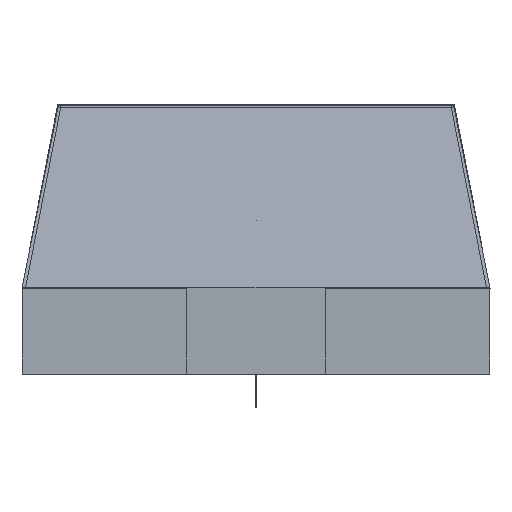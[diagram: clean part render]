
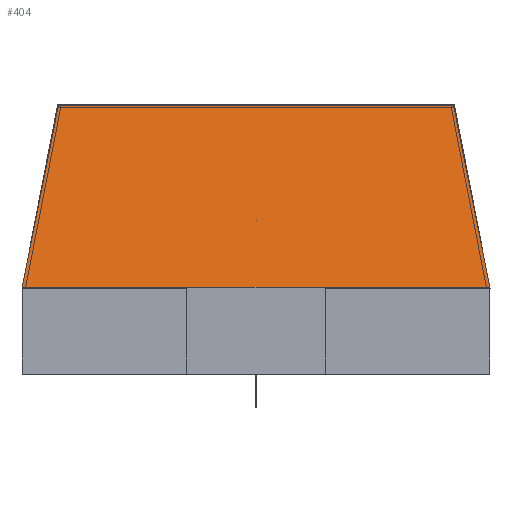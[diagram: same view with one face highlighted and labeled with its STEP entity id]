
A CAD part, left-side view. The second image highlights one B-rep face of the part: STEP entity #404.
In plain terms, the highlighted face is planar.
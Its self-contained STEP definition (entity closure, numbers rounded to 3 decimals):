
#60 = CARTESIAN_POINT ( 'NONE',  ( -0.57, 0.27, 0.01 ) ) ;
#139 = LINE ( 'NONE', #345, #1977 ) ;
#249 = PLANE ( 'NONE',  #545 ) ;
#289 = DIRECTION ( 'NONE',  ( 0., 0., 1. ) ) ;
#332 = EDGE_LOOP ( 'NONE', ( #1496, #776, #474, #2441 ) ) ;
#345 = CARTESIAN_POINT ( 'NONE',  ( 0.57, 0.27, 0.01 ) ) ;
#404 = ADVANCED_FACE ( 'NONE', ( #2236 ), #249, .T. ) ;
#417 = EDGE_CURVE ( 'NONE', #2347, #568, #1818, .T. ) ;
#474 = ORIENTED_EDGE ( 'NONE', *, *, #1155, .F. ) ;
#545 = AXIS2_PLACEMENT_3D ( 'NONE', #1791, #289, #1080 ) ;
#550 = DIRECTION ( 'NONE',  ( 0.191, -0.982, 0. ) ) ;
#568 = VERTEX_POINT ( 'NONE', #1804 ) ;
#595 = CARTESIAN_POINT ( 'NONE',  ( -0.57, 0.27, 0.01 ) ) ;
#666 = DIRECTION ( 'NONE',  ( 1., 0., 0. ) ) ;
#776 = ORIENTED_EDGE ( 'NONE', *, *, #417, .T. ) ;
#878 = DIRECTION ( 'NONE',  ( -0.191, -0.982, 0. ) ) ;
#1032 = VERTEX_POINT ( 'NONE', #1254 ) ;
#1080 = DIRECTION ( 'NONE',  ( 1., 0., 0. ) ) ;
#1107 = VERTEX_POINT ( 'NONE', #1226 ) ;
#1155 = EDGE_CURVE ( 'NONE', #1032, #568, #2035, .T. ) ;
#1226 = CARTESIAN_POINT ( 'NONE',  ( 0.57, 0.27, 0.01 ) ) ;
#1254 = CARTESIAN_POINT ( 'NONE',  ( 0.675, -0.27, 0.01 ) ) ;
#1275 = EDGE_CURVE ( 'NONE', #1107, #1032, #139, .T. ) ;
#1496 = ORIENTED_EDGE ( 'NONE', *, *, #1553, .F. ) ;
#1553 = EDGE_CURVE ( 'NONE', #2347, #1107, #1999, .T. ) ;
#1789 = CARTESIAN_POINT ( 'NONE',  ( -0.57, 0.27, 0.01 ) ) ;
#1790 = VECTOR ( 'NONE', #666, 1000. ) ;
#1791 = CARTESIAN_POINT ( 'NONE',  ( -0.675, -0.27, 0.01 ) ) ;
#1804 = CARTESIAN_POINT ( 'NONE',  ( -0.675, -0.27, 0.01 ) ) ;
#1818 = LINE ( 'NONE', #60, #1956 ) ;
#1956 = VECTOR ( 'NONE', #878, 1000. ) ;
#1959 = VECTOR ( 'NONE', #2201, 1000. ) ;
#1977 = VECTOR ( 'NONE', #550, 1000. ) ;
#1999 = LINE ( 'NONE', #1789, #1790 ) ;
#2035 = LINE ( 'NONE', #2047, #1959 ) ;
#2047 = CARTESIAN_POINT ( 'NONE',  ( 0.675, -0.27, 0.01 ) ) ;
#2201 = DIRECTION ( 'NONE',  ( -1., 0., 0. ) ) ;
#2236 = FACE_OUTER_BOUND ( 'NONE', #332, .T. ) ;
#2347 = VERTEX_POINT ( 'NONE', #595 ) ;
#2441 = ORIENTED_EDGE ( 'NONE', *, *, #1275, .F. ) ;
